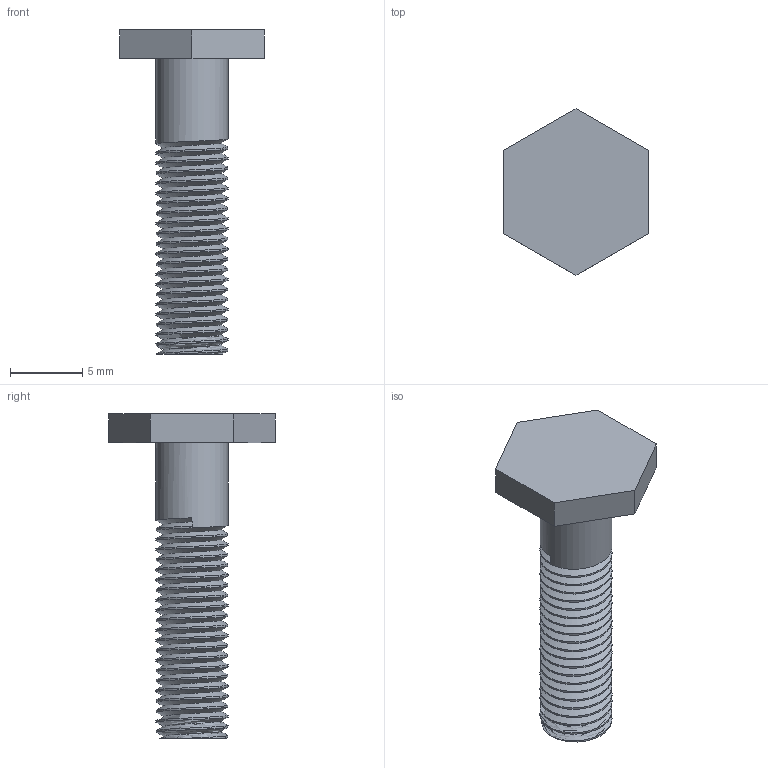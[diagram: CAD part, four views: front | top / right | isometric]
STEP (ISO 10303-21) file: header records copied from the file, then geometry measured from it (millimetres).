
FILE_DESCRIPTION(('STEP AP203'), '1');
FILE_NAME('櫻蠉錪 搿錓 M5x20.5', '', ('UNSPECIFIED'), ('UNSPECIFIED'), 'C3D Converter', 'C3D Toolkit', '');
FILE_SCHEMA(('CONFIG_CONTROL_DESIGN'));
Length unit declared in the file: millimetre
Bounding box: 10 x 11.55 x 22.5 mm (x, y, z)
Volume: 530.3 mm3; surface area: 717.3 mm2
Topology: 1 solids, 1 shells, 29 faces, 79 edges, 54 vertices
Faces by surface type: cylinder 17, plane 10, bspline 2
Full cylindrical faces by diameter (mm): 5 x1
Entity records: 10303 total; most frequent: CARTESIAN_POINT 9414, ORIENTED_EDGE 148, DIRECTION 93, EDGE_CURVE 74, VERTEX_POINT 50, B_SPLINE_CURVE_WITH_KNOTS 36, LINE 35, VECTOR 35
